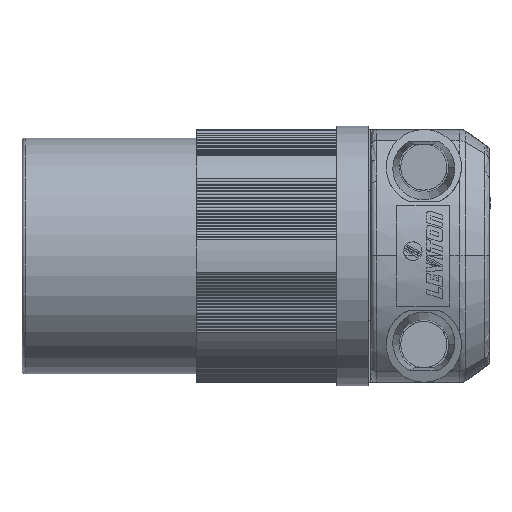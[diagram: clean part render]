
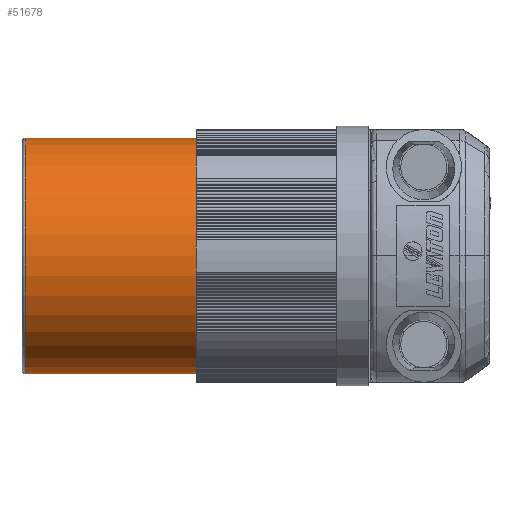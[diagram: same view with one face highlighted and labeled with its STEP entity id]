
A CAD part, top view. The second image highlights one B-rep face of the part: STEP entity #51678.
In plain terms, the highlighted cylindrical face has radius 17.653 mm (diameter 35.306 mm), a partial arc.
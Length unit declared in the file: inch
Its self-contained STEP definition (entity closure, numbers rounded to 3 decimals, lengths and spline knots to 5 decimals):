
#3910 = CYLINDRICAL_SURFACE ( 'NONE', #19679, 0.695 ) ;
#4292 = DIRECTION ( 'NONE',  ( -1., 0., 0. ) ) ;
#6322 = CARTESIAN_POINT ( 'NONE',  ( 1.38121, 0.695, 0. ) ) ;
#6674 = CARTESIAN_POINT ( 'NONE',  ( 0.37421, 0., 0. ) ) ;
#10226 = AXIS2_PLACEMENT_3D ( 'NONE', #67626, #48852, #62419 ) ;
#10965 = EDGE_LOOP ( 'NONE', ( #71987, #26716, #66694, #73947 ) ) ;
#12211 = CARTESIAN_POINT ( 'NONE',  ( 0.37421, 0.695, 0. ) ) ;
#14010 = EDGE_CURVE ( 'NONE', #35484, #57227, #52346, .T. ) ;
#14697 = VECTOR ( 'NONE', #36325, 39.37008 ) ;
#19679 = AXIS2_PLACEMENT_3D ( 'NONE', #34654, #4292, #35032 ) ;
#26716 = ORIENTED_EDGE ( 'NONE', *, *, #77448, .F. ) ;
#33289 = AXIS2_PLACEMENT_3D ( 'NONE', #6674, #60491, #42123 ) ;
#34256 = FACE_OUTER_BOUND ( 'NONE', #10965, .T. ) ;
#34654 = CARTESIAN_POINT ( 'NONE',  ( 0.37421, 0., 0. ) ) ;
#35032 = DIRECTION ( 'NONE',  ( 0., -1., 0. ) ) ;
#35484 = VERTEX_POINT ( 'NONE', #62770 ) ;
#36325 = DIRECTION ( 'NONE',  ( -1., 0., 0. ) ) ;
#39872 = CARTESIAN_POINT ( 'NONE',  ( 1.38121, -0.695, 0. ) ) ;
#41063 = EDGE_CURVE ( 'NONE', #78982, #35484, #42525, .T. ) ;
#42123 = DIRECTION ( 'NONE',  ( 0., 1., 0. ) ) ;
#42292 = VECTOR ( 'NONE', #60893, 39.37008 ) ;
#42525 = LINE ( 'NONE', #12211, #42292 ) ;
#48852 = DIRECTION ( 'NONE',  ( -1., 0., 0. ) ) ;
#51678 = ADVANCED_FACE ( 'NONE', ( #34256 ), #3910, .T. ) ;
#52346 = CIRCLE ( 'NONE', #33289, 0.695 ) ;
#57227 = VERTEX_POINT ( 'NONE', #62737 ) ;
#60491 = DIRECTION ( 'NONE',  ( 1., 0., 0. ) ) ;
#60893 = DIRECTION ( 'NONE',  ( -1., 0., 0. ) ) ;
#61293 = VERTEX_POINT ( 'NONE', #39872 ) ;
#62419 = DIRECTION ( 'NONE',  ( 0., -1., 0. ) ) ;
#62737 = CARTESIAN_POINT ( 'NONE',  ( 0.37421, -0.695, 0. ) ) ;
#62770 = CARTESIAN_POINT ( 'NONE',  ( 0.37421, 0.695, 0. ) ) ;
#66694 = ORIENTED_EDGE ( 'NONE', *, *, #72035, .T. ) ;
#67066 = CARTESIAN_POINT ( 'NONE',  ( 0.37421, -0.695, 0. ) ) ;
#67626 = CARTESIAN_POINT ( 'NONE',  ( 1.38121, 0., 0. ) ) ;
#67852 = LINE ( 'NONE', #67066, #14697 ) ;
#71435 = CIRCLE ( 'NONE', #10226, 0.695 ) ;
#71987 = ORIENTED_EDGE ( 'NONE', *, *, #14010, .T. ) ;
#72035 = EDGE_CURVE ( 'NONE', #61293, #78982, #71435, .T. ) ;
#73947 = ORIENTED_EDGE ( 'NONE', *, *, #41063, .T. ) ;
#77448 = EDGE_CURVE ( 'NONE', #61293, #57227, #67852, .T. ) ;
#78982 = VERTEX_POINT ( 'NONE', #6322 ) ;
